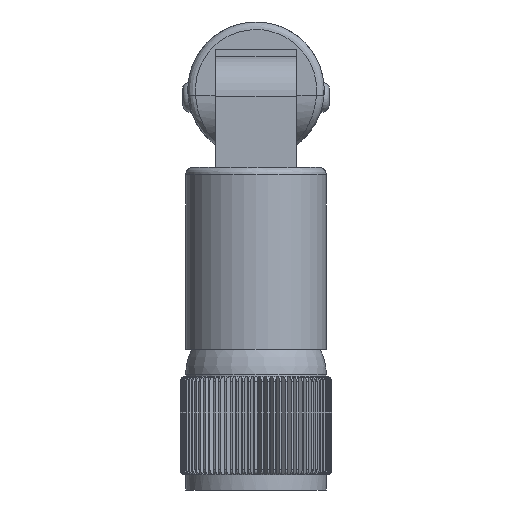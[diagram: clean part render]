
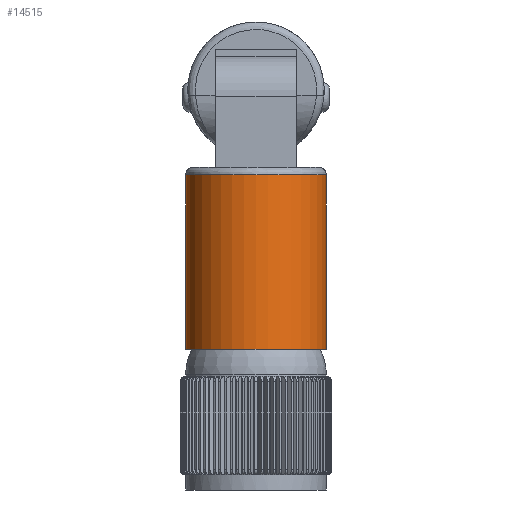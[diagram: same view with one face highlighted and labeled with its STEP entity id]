
A CAD part, front view. The second image highlights one B-rep face of the part: STEP entity #14515.
In plain terms, the highlighted cylindrical face has radius 4.65 mm (diameter 9.3 mm), a partial arc.
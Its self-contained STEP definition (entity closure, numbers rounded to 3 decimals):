
#1010 = VERTEX_POINT ( 'NONE', #18774 ) ;
#1012 = DIRECTION ( 'NONE',  ( -1., 0., 0. ) ) ;
#1613 = DIRECTION ( 'NONE',  ( 0., 0., -1. ) ) ;
#1766 = DIRECTION ( 'NONE',  ( 1., 0., 0. ) ) ;
#2011 = VERTEX_POINT ( 'NONE', #18628 ) ;
#3540 = DIRECTION ( 'NONE',  ( -1., 0., 0. ) ) ;
#3849 = CARTESIAN_POINT ( 'NONE',  ( 0., 5.3, -5.6 ) ) ;
#4272 = EDGE_CURVE ( 'NONE', #12112, #1010, #9015, .T. ) ;
#4867 = DIRECTION ( 'NONE',  ( 0., 0., -1. ) ) ;
#5689 = CARTESIAN_POINT ( 'NONE',  ( -4.65, 5.3, -17.1 ) ) ;
#6401 = AXIS2_PLACEMENT_3D ( 'NONE', #3849, #11160, #1766 ) ;
#7753 = AXIS2_PLACEMENT_3D ( 'NONE', #14247, #8565, #1012 ) ;
#8164 = VECTOR ( 'NONE', #4867, 1000. ) ;
#8351 = CARTESIAN_POINT ( 'NONE',  ( 4.65, 5.3, -5.1 ) ) ;
#8565 = DIRECTION ( 'NONE',  ( 0., 0., 1. ) ) ;
#8697 = ORIENTED_EDGE ( 'NONE', *, *, #4272, .T. ) ;
#9015 = CIRCLE ( 'NONE', #7753, 4.65 ) ;
#10325 = ORIENTED_EDGE ( 'NONE', *, *, #22344, .F. ) ;
#10740 = CARTESIAN_POINT ( 'NONE',  ( -4.65, 5.3, -5.6 ) ) ;
#11160 = DIRECTION ( 'NONE',  ( 0., 0., 1. ) ) ;
#12112 = VERTEX_POINT ( 'NONE', #5689 ) ;
#13202 = LINE ( 'NONE', #18353, #8164 ) ;
#14247 = CARTESIAN_POINT ( 'NONE',  ( 0., 5.3, -17.1 ) ) ;
#14515 = ADVANCED_FACE ( 'NONE', ( #22714 ), #19956, .T. ) ;
#18277 = EDGE_CURVE ( 'NONE', #23322, #12112, #13202, .T. ) ;
#18353 = CARTESIAN_POINT ( 'NONE',  ( -4.65, 5.3, -5.1 ) ) ;
#18628 = CARTESIAN_POINT ( 'NONE',  ( 4.65, 5.3, -5.6 ) ) ;
#18774 = CARTESIAN_POINT ( 'NONE',  ( 4.65, 5.3, -17.1 ) ) ;
#19478 = VECTOR ( 'NONE', #19652, 1000. ) ;
#19506 = ORIENTED_EDGE ( 'NONE', *, *, #18277, .T. ) ;
#19652 = DIRECTION ( 'NONE',  ( 0., 0., -1. ) ) ;
#19956 = CYLINDRICAL_SURFACE ( 'NONE', #21762, 4.65 ) ;
#21270 = ORIENTED_EDGE ( 'NONE', *, *, #23206, .F. ) ;
#21762 = AXIS2_PLACEMENT_3D ( 'NONE', #22437, #1613, #3540 ) ;
#22034 = EDGE_LOOP ( 'NONE', ( #21270, #10325, #19506, #8697 ) ) ;
#22170 = LINE ( 'NONE', #8351, #19478 ) ;
#22344 = EDGE_CURVE ( 'NONE', #23322, #2011, #23746, .T. ) ;
#22437 = CARTESIAN_POINT ( 'NONE',  ( 0., 5.3, -5.1 ) ) ;
#22714 = FACE_OUTER_BOUND ( 'NONE', #22034, .T. ) ;
#23206 = EDGE_CURVE ( 'NONE', #2011, #1010, #22170, .T. ) ;
#23322 = VERTEX_POINT ( 'NONE', #10740 ) ;
#23746 = CIRCLE ( 'NONE', #6401, 4.65 ) ;
